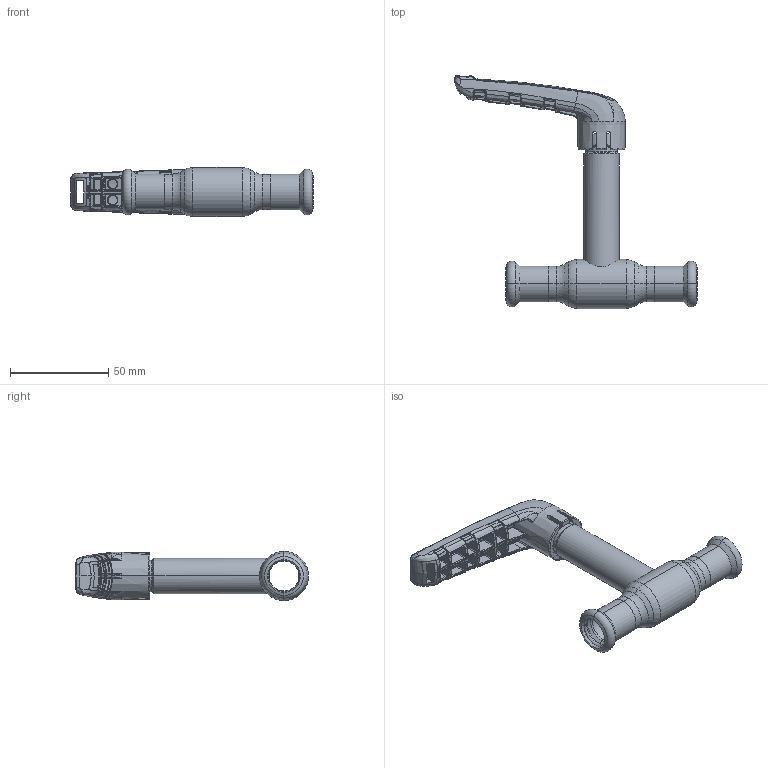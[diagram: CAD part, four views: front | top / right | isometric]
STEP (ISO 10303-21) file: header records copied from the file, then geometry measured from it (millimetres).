
FILE_DESCRIPTION (( 'STEP AP214' ), '1' );
FILE_NAME ('2010000101-xxxx.step', '2019-05-10T10:33:48', ( '' ), ( '' ), 'SwSTEP 2.0', 'SolidWorks 2017', '' );
FILE_SCHEMA (( 'AUTOMOTIVE_DESIGN' ));
Length unit declared in the file: millimetre
Products named in the file (1): 2010000101-xxxx
Bounding box: 123.58 x 118.68 x 25 mm (x, y, z)
Surface area: 23175.6 mm2 (no closed solid volume)
Topology: 0 solids, 10 shells, 781 faces, 2500 edges, 1601 vertices
Faces by surface type: bspline 643, plane 44, cylinder 34, cone 33, torus 25, sphere 2
Entity records: 69041 total; most frequent: CARTESIAN_POINT 44719, ORIENTED_EDGE 4081, EDGE_CURVE 2466, B_SPLINE_CURVE_WITH_KNOTS 1744, VERTEX_POINT 1597, DIRECTION 1550, EDGE_LOOP 802, UNCERTAINTY_MEASURE_WITH_UNIT 783
